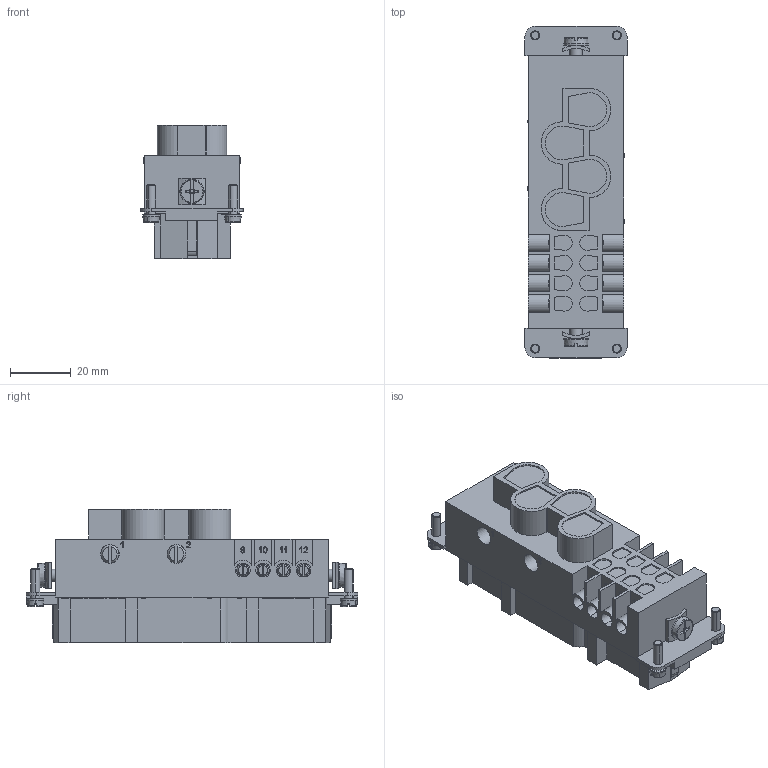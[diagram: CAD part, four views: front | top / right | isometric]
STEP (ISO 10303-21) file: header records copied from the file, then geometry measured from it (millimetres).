
FILE_DESCRIPTION(/* description */ (''),/* implementation_level */ '2;1');
FILE_NAME(/* name */ 'C146_10B012_100_13.stp',/* time_stamp */ '2016-04-11T10:18:47+02:00',/* author */ (''),/* organization */ (''),/* preprocessor_version */ 'ST-DEVELOPER v15',/* originating_system */ 'SIEMENS PLM Software NX 9.0',/* authorisation */ '');
FILE_SCHEMA (('CONFIG_CONTROL_DESIGN'));
Length unit declared in the file: millimetre
Products named in the file (1): c146 10b012 100 13nxm001-02
Bounding box: 33.8 x 109.7 x 44 mm (x, y, z)
Volume: 86036.3 mm3; surface area: 21616 mm2
Topology: 1 solids, 1 shells, 1134 faces, 2855 edges, 1889 vertices
Faces by surface type: plane 682, extrusion 171, cylinder 153, cone 108, torus 16, bspline 4
Full cylindrical faces by diameter (mm): 4 x4, 5.8 x8, 6.2 x4, 8 x2
Entity records: 38971 total; most frequent: CARTESIAN_POINT 13696, ORIENTED_EDGE 5608, DIRECTION 4265, EDGE_CURVE 2804, VERTEX_POINT 1872, VECTOR 1465, AXIS2_PLACEMENT_3D 1400, EDGE_LOOP 1334
